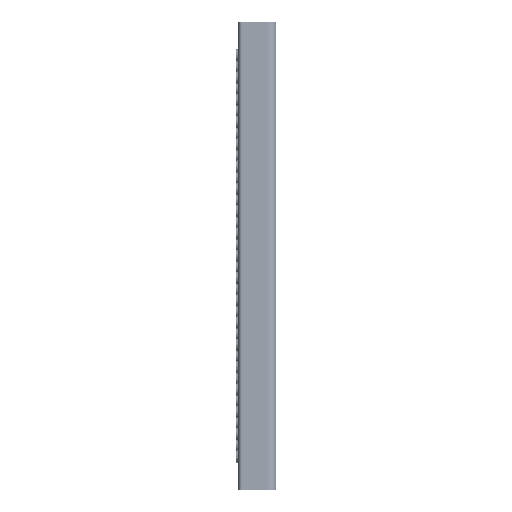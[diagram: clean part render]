
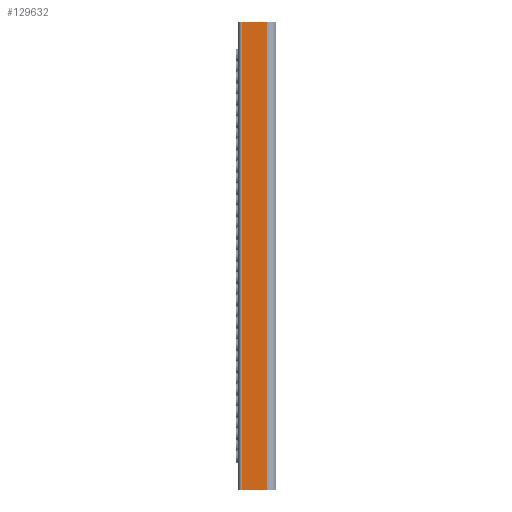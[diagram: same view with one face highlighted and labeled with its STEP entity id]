
A CAD part, left-side view. The second image highlights one B-rep face of the part: STEP entity #129632.
In plain terms, the highlighted planar face has unit normal (-1, 0, 0).
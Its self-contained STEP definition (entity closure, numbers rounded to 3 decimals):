
#1377 = CARTESIAN_POINT ( 'NONE',  ( -112.5, -4., 0. ) ) ;
#7743 = VECTOR ( 'NONE', #58697, 1000. ) ;
#14840 = VERTEX_POINT ( 'NONE', #1377 ) ;
#17839 = LINE ( 'NONE', #211788, #111837 ) ;
#22934 = VERTEX_POINT ( 'NONE', #229825 ) ;
#23157 = FACE_OUTER_BOUND ( 'NONE', #94344, .T. ) ;
#33612 = LINE ( 'NONE', #207587, #250782 ) ;
#39842 = LINE ( 'NONE', #153868, #91632 ) ;
#40117 = LINE ( 'NONE', #127108, #7743 ) ;
#45438 = DIRECTION ( 'NONE',  ( 0., 0., -1. ) ) ;
#58697 = DIRECTION ( 'NONE',  ( 0., -1., 0. ) ) ;
#59282 = EDGE_CURVE ( 'NONE', #14840, #22934, #17839, .T. ) ;
#75134 = EDGE_CURVE ( 'NONE', #253207, #14840, #33612, .T. ) ;
#91632 = VECTOR ( 'NONE', #45438, 1000. ) ;
#94344 = EDGE_LOOP ( 'NONE', ( #267929, #246541, #244257, #169949 ) ) ;
#111837 = VECTOR ( 'NONE', #275843, 1000. ) ;
#123291 = VERTEX_POINT ( 'NONE', #133052 ) ;
#127108 = CARTESIAN_POINT ( 'NONE',  ( -112.5, -32.5, 525. ) ) ;
#128700 = DIRECTION ( 'NONE',  ( 0., 1., 0. ) ) ;
#129632 = ADVANCED_FACE ( 'NONE', ( #23157 ), #279743, .F. ) ;
#133052 = CARTESIAN_POINT ( 'NONE',  ( -112.5, -32.5, 525. ) ) ;
#151537 = DIRECTION ( 'NONE',  ( 1., 0., 0. ) ) ;
#153868 = CARTESIAN_POINT ( 'NONE',  ( -112.5, -32.5, 525. ) ) ;
#168823 = EDGE_CURVE ( 'NONE', #253207, #123291, #40117, .T. ) ;
#169949 = ORIENTED_EDGE ( 'NONE', *, *, #75134, .T. ) ;
#207587 = CARTESIAN_POINT ( 'NONE',  ( -112.5, -4., 525. ) ) ;
#211788 = CARTESIAN_POINT ( 'NONE',  ( -112.5, -32.5, 0. ) ) ;
#217093 = CARTESIAN_POINT ( 'NONE',  ( -112.5, -32.5, 525. ) ) ;
#226091 = DIRECTION ( 'NONE',  ( 0., 0., -1. ) ) ;
#226234 = AXIS2_PLACEMENT_3D ( 'NONE', #217093, #151537, #128700 ) ;
#229825 = CARTESIAN_POINT ( 'NONE',  ( -112.5, -32.5, 0. ) ) ;
#238758 = EDGE_CURVE ( 'NONE', #123291, #22934, #39842, .T. ) ;
#244257 = ORIENTED_EDGE ( 'NONE', *, *, #168823, .F. ) ;
#245802 = CARTESIAN_POINT ( 'NONE',  ( -112.5, -4., 525. ) ) ;
#246541 = ORIENTED_EDGE ( 'NONE', *, *, #238758, .F. ) ;
#250782 = VECTOR ( 'NONE', #226091, 1000. ) ;
#253207 = VERTEX_POINT ( 'NONE', #245802 ) ;
#267929 = ORIENTED_EDGE ( 'NONE', *, *, #59282, .T. ) ;
#275843 = DIRECTION ( 'NONE',  ( 0., -1., 0. ) ) ;
#279743 = PLANE ( 'NONE',  #226234 ) ;
